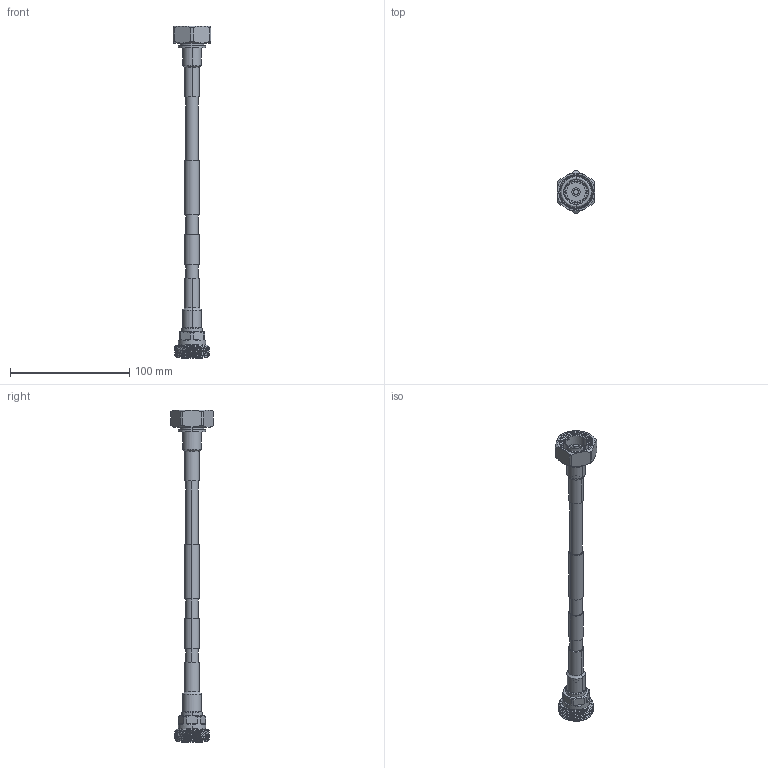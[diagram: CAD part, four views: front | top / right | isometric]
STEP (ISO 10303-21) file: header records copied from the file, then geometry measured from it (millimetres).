
FILE_DESCRIPTION (( 'STEP AP214' ), '1' );
FILE_NAME ('FMCA2575.step', '2021-10-05T16:04:13', ( '' ), ( '' ), 'SwSTEP 2.0', 'SolidWorks 2021', '' );
FILE_SCHEMA (( 'AUTOMOTIVE_DESIGN' ));
Length unit declared in the file: inch
Products named in the file (5): SPP-375-LLPL^FMCA2575; FMCA2575; TC-375-716F-LP^FMCA2575; TC-375-716M-LP^FMCA2575; Heat Shrink^FMCA2575
Assembly tree (5 placements, depth 2):
  FMCA2575
    SPP-375-LLPL^FMCA2575
    Heat Shrink^FMCA2575  x2
    TC-375-716F-LP^FMCA2575
    TC-375-716M-LP^FMCA2575
Bounding box: 31.75 x 35.58 x 278.69 mm (x, y, z)
Volume: 44513.7 mm3; surface area: 24325.1 mm2
Topology: 5 solids, 6 shells, 241 faces, 575 edges, 365 vertices
Faces by surface type: cylinder 97, plane 77, cone 47, bspline 10, torus 10
Entity records: 11183 total; most frequent: CARTESIAN_POINT 5614, DIRECTION 1128, ORIENTED_EDGE 1122, EDGE_CURVE 561, AXIS2_PLACEMENT_3D 467, VERTEX_POINT 357, EDGE_LOOP 258, CIRCLE 234
